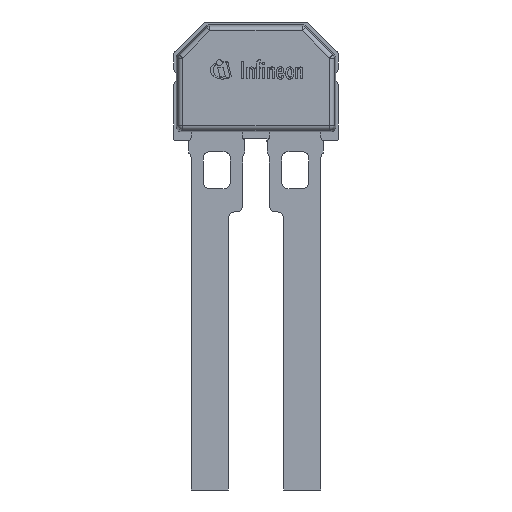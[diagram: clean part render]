
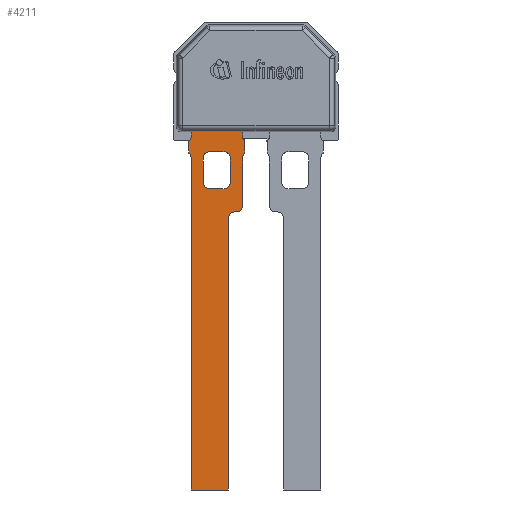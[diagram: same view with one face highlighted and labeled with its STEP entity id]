
A CAD part, left-side view. The second image highlights one B-rep face of the part: STEP entity #4211.
In plain terms, the highlighted planar face has unit normal (-1, 0, 0).
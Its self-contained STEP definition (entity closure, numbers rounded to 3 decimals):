
#23=FACE_BOUND('',#1688,.T.);
#253=PLANE('',#4551);
#621=LINE('',#7215,#1061);
#626=LINE('',#7228,#1066);
#630=LINE('',#7240,#1070);
#634=LINE('',#7252,#1074);
#635=LINE('',#7259,#1075);
#641=LINE('',#7270,#1081);
#645=LINE('',#7284,#1085);
#647=LINE('',#7291,#1087);
#652=LINE('',#7305,#1092);
#656=LINE('',#7317,#1096);
#659=LINE('',#7323,#1099);
#662=LINE('',#7329,#1102);
#666=LINE('',#7341,#1106);
#670=LINE('',#7351,#1110);
#1061=VECTOR('',#5441,1.);
#1066=VECTOR('',#5454,1.);
#1070=VECTOR('',#5466,1.);
#1074=VECTOR('',#5478,1.);
#1075=VECTOR('',#5487,1.);
#1081=VECTOR('',#5495,1.);
#1085=VECTOR('',#5507,1.);
#1087=VECTOR('',#5517,1.);
#1092=VECTOR('',#5530,1.);
#1096=VECTOR('',#5542,1.);
#1099=VECTOR('',#5547,1.);
#1102=VECTOR('',#5552,1.);
#1106=VECTOR('',#5564,1.);
#1110=VECTOR('',#5576,1.);
#1437=FACE_OUTER_BOUND('',#1687,.T.);
#1687=EDGE_LOOP('',(#3791,#3792,#3793,#3794,#3795,#3796,#3797,#3798,#3799,
#3800,#3801,#3802,#3803,#3804,#3805,#3806));
#1688=EDGE_LOOP('',(#3807,#3808,#3809,#3810,#3811,#3812,#3813,#3814));
#1784=CIRCLE('',#4510,0.2);
#1786=CIRCLE('',#4514,0.2);
#1788=CIRCLE('',#4518,0.2);
#1790=CIRCLE('',#4522,0.2);
#1792=CIRCLE('',#4527,0.2);
#1794=CIRCLE('',#4531,0.2);
#1796=CIRCLE('',#4535,0.2);
#1798=CIRCLE('',#4539,0.2);
#1800=CIRCLE('',#4545,0.2);
#1802=CIRCLE('',#4549,0.2);
#2113=VERTEX_POINT('',#7212);
#2114=VERTEX_POINT('',#7214);
#2116=VERTEX_POINT('',#7220);
#2118=VERTEX_POINT('',#7226);
#2120=VERTEX_POINT('',#7232);
#2122=VERTEX_POINT('',#7238);
#2124=VERTEX_POINT('',#7244);
#2126=VERTEX_POINT('',#7250);
#2127=VERTEX_POINT('',#7257);
#2128=VERTEX_POINT('',#7258);
#2132=VERTEX_POINT('',#7268);
#2135=VERTEX_POINT('',#7275);
#2136=VERTEX_POINT('',#7277);
#2138=VERTEX_POINT('',#7283);
#2139=VERTEX_POINT('',#7290);
#2142=VERTEX_POINT('',#7298);
#2144=VERTEX_POINT('',#7304);
#2146=VERTEX_POINT('',#7310);
#2148=VERTEX_POINT('',#7316);
#2150=VERTEX_POINT('',#7322);
#2152=VERTEX_POINT('',#7328);
#2154=VERTEX_POINT('',#7334);
#2156=VERTEX_POINT('',#7340);
#2158=VERTEX_POINT('',#7346);
#2657=EDGE_CURVE('',#2114,#2113,#621,.T.);
#2661=EDGE_CURVE('',#2113,#2116,#1784,.T.);
#2664=EDGE_CURVE('',#2116,#2118,#626,.T.);
#2667=EDGE_CURVE('',#2118,#2120,#1786,.T.);
#2670=EDGE_CURVE('',#2120,#2122,#630,.T.);
#2673=EDGE_CURVE('',#2122,#2124,#1788,.T.);
#2676=EDGE_CURVE('',#2124,#2126,#634,.T.);
#2678=EDGE_CURVE('',#2126,#2114,#1790,.T.);
#2679=EDGE_CURVE('',#2127,#2128,#635,.T.);
#2685=EDGE_CURVE('',#2128,#2132,#641,.T.);
#2688=EDGE_CURVE('',#2136,#2135,#1792,.T.);
#2691=EDGE_CURVE('',#2138,#2136,#645,.T.);
#2694=EDGE_CURVE('',#2132,#2138,#1794,.T.);
#2695=EDGE_CURVE('',#2139,#2127,#647,.T.);
#2699=EDGE_CURVE('',#2142,#2139,#1796,.T.);
#2702=EDGE_CURVE('',#2144,#2142,#652,.T.);
#2705=EDGE_CURVE('',#2146,#2144,#1798,.T.);
#2708=EDGE_CURVE('',#2148,#2146,#656,.T.);
#2711=EDGE_CURVE('',#2150,#2148,#659,.T.);
#2714=EDGE_CURVE('',#2152,#2150,#662,.T.);
#2717=EDGE_CURVE('',#2154,#2152,#1800,.T.);
#2720=EDGE_CURVE('',#2156,#2154,#666,.T.);
#2723=EDGE_CURVE('',#2158,#2156,#1802,.T.);
#2726=EDGE_CURVE('',#2135,#2158,#670,.T.);
#3791=ORIENTED_EDGE('',*,*,#2679,.T.);
#3792=ORIENTED_EDGE('',*,*,#2685,.T.);
#3793=ORIENTED_EDGE('',*,*,#2694,.T.);
#3794=ORIENTED_EDGE('',*,*,#2691,.T.);
#3795=ORIENTED_EDGE('',*,*,#2688,.T.);
#3796=ORIENTED_EDGE('',*,*,#2726,.T.);
#3797=ORIENTED_EDGE('',*,*,#2723,.T.);
#3798=ORIENTED_EDGE('',*,*,#2720,.T.);
#3799=ORIENTED_EDGE('',*,*,#2717,.T.);
#3800=ORIENTED_EDGE('',*,*,#2714,.T.);
#3801=ORIENTED_EDGE('',*,*,#2711,.T.);
#3802=ORIENTED_EDGE('',*,*,#2708,.T.);
#3803=ORIENTED_EDGE('',*,*,#2705,.T.);
#3804=ORIENTED_EDGE('',*,*,#2702,.T.);
#3805=ORIENTED_EDGE('',*,*,#2699,.T.);
#3806=ORIENTED_EDGE('',*,*,#2695,.T.);
#3807=ORIENTED_EDGE('',*,*,#2657,.T.);
#3808=ORIENTED_EDGE('',*,*,#2661,.T.);
#3809=ORIENTED_EDGE('',*,*,#2664,.T.);
#3810=ORIENTED_EDGE('',*,*,#2667,.T.);
#3811=ORIENTED_EDGE('',*,*,#2670,.T.);
#3812=ORIENTED_EDGE('',*,*,#2673,.T.);
#3813=ORIENTED_EDGE('',*,*,#2676,.T.);
#3814=ORIENTED_EDGE('',*,*,#2678,.T.);
#4211=ADVANCED_FACE('',(#1437,#23),#253,.T.);
#4510=AXIS2_PLACEMENT_3D('',#7222,#5448,#5449);
#4514=AXIS2_PLACEMENT_3D('',#7234,#5460,#5461);
#4518=AXIS2_PLACEMENT_3D('',#7246,#5472,#5473);
#4522=AXIS2_PLACEMENT_3D('',#7255,#5483,#5484);
#4527=AXIS2_PLACEMENT_3D('',#7278,#5501,#5502);
#4531=AXIS2_PLACEMENT_3D('',#7288,#5513,#5514);
#4535=AXIS2_PLACEMENT_3D('',#7299,#5524,#5525);
#4539=AXIS2_PLACEMENT_3D('',#7311,#5536,#5537);
#4545=AXIS2_PLACEMENT_3D('',#7335,#5558,#5559);
#4549=AXIS2_PLACEMENT_3D('',#7347,#5570,#5571);
#4551=AXIS2_PLACEMENT_3D('',#7352,#5577,#5578);
#5441=DIRECTION('',(0.,0.,1.));
#5448=DIRECTION('center_axis',(1.,0.,0.));
#5449=DIRECTION('ref_axis',(0.,0.,1.));
#5454=DIRECTION('',(0.,-1.,0.));
#5460=DIRECTION('center_axis',(1.,0.,0.));
#5461=DIRECTION('ref_axis',(0.,-1.,0.));
#5466=DIRECTION('',(0.,0.,-1.));
#5472=DIRECTION('center_axis',(1.,0.,0.));
#5473=DIRECTION('ref_axis',(0.,0.,-1.));
#5478=DIRECTION('',(0.,1.,0.));
#5483=DIRECTION('center_axis',(1.,0.,0.));
#5484=DIRECTION('ref_axis',(0.,1.,0.));
#5487=DIRECTION('',(0.,-1.,0.));
#5495=DIRECTION('',(0.,0.,1.));
#5501=DIRECTION('center_axis',(-1.,0.,0.));
#5502=DIRECTION('ref_axis',(0.,-1.,0.));
#5507=DIRECTION('',(0.,-1.,0.));
#5513=DIRECTION('center_axis',(1.,0.,0.));
#5514=DIRECTION('ref_axis',(0.,0.,
1.));
#5517=DIRECTION('',(0.,0.,-1.));
#5524=DIRECTION('center_axis',(1.,0.,0.));
#5525=DIRECTION('ref_axis',(0.,-1.,0.));
#5530=DIRECTION('',(0.,0.,-1.));
#5536=DIRECTION('center_axis',(1.,0.,0.));
#5537=DIRECTION('ref_axis',(0.,-0.625,-0.781));
#5542=DIRECTION('',(0.,0.,-1.));
#5547=DIRECTION('',(0.,1.,0.));
#5552=DIRECTION('',(0.,0.,1.));
#5558=DIRECTION('center_axis',(1.,0.,0.));
#5559=DIRECTION('ref_axis',(0.,1.,0.));
#5564=DIRECTION('',(0.,0.,1.));
#5570=DIRECTION('center_axis',(1.,0.,0.));
#5571=DIRECTION('ref_axis',(0.,0.625,0.781));
#5576=DIRECTION('',(0.,0.,1.));
#5577=DIRECTION('center_axis',(-1.,0.,0.));
#5578=DIRECTION('ref_axis',(0.,-1.,0.));
#7212=CARTESIAN_POINT('',(-0.1,1.705,1.75));
#7214=CARTESIAN_POINT('',(-0.1,1.705,0.95));
#7215=CARTESIAN_POINT('',(-0.1,1.705,1.55));
#7220=CARTESIAN_POINT('',(-0.1,1.505,1.95));
#7222=CARTESIAN_POINT('Origin',(-0.1,1.505,1.75));
#7226=CARTESIAN_POINT('',(-0.1,1.035,1.95));
#7228=CARTESIAN_POINT('',(-0.1,1.151,1.95));
#7232=CARTESIAN_POINT('',(-0.1,0.835,1.75));
#7234=CARTESIAN_POINT('Origin',(-0.1,1.035,1.75));
#7238=CARTESIAN_POINT('',(-0.1,0.835,0.95));
#7240=CARTESIAN_POINT('',(-0.1,0.835,1.15));
#7244=CARTESIAN_POINT('',(-0.1,1.035,0.75));
#7246=CARTESIAN_POINT('Origin',(-0.1,1.035,0.95));
#7250=CARTESIAN_POINT('',(-0.1,1.505,0.75));
#7252=CARTESIAN_POINT('',(-0.1,1.386,0.75));
#7255=CARTESIAN_POINT('Origin',(-0.1,1.505,0.95));
#7257=CARTESIAN_POINT('',(-0.1,2.1,-9.));
#7258=CARTESIAN_POINT('',(-0.1,0.9,-9.));
#7259=CARTESIAN_POINT('',(-0.1,1.468,-9.));
#7268=CARTESIAN_POINT('',(-0.1,0.9,-0.2));
#7270=CARTESIAN_POINT('',(-0.1,0.9,-0.2));
#7275=CARTESIAN_POINT('',(-0.1,0.435,0.2));
#7277=CARTESIAN_POINT('',(-0.1,0.635,0.));
#7278=CARTESIAN_POINT('Origin',(-0.1,0.635,0.2));
#7283=CARTESIAN_POINT('',(-0.1,0.7,0.));
#7284=CARTESIAN_POINT('',(-0.1,0.635,0.));
#7288=CARTESIAN_POINT('Origin',(-0.1,0.7,-0.2));
#7290=CARTESIAN_POINT('',(-0.1,2.1,1.75));
#7291=CARTESIAN_POINT('',(-0.1,2.1,-9.03));
#7298=CARTESIAN_POINT('',(-0.1,2.175,1.906));
#7299=CARTESIAN_POINT('Origin',(-0.1,2.3,1.75));
#7304=CARTESIAN_POINT('',(-0.1,2.175,2.294));
#7305=CARTESIAN_POINT('',(-0.1,2.175,1.906));
#7310=CARTESIAN_POINT('',(-0.1,2.1,2.45));
#7311=CARTESIAN_POINT('Origin',(-0.1,2.3,2.45));
#7316=CARTESIAN_POINT('',(-0.1,2.1,2.6));
#7317=CARTESIAN_POINT('',(-0.1,2.1,2.45));
#7322=CARTESIAN_POINT('',(-0.1,0.435,2.6));
#7323=CARTESIAN_POINT('',(-0.1,2.1,2.6));
#7328=CARTESIAN_POINT('',(-0.1,0.435,2.45));
#7329=CARTESIAN_POINT('',(-0.1,0.435,2.6));
#7334=CARTESIAN_POINT('',(-0.1,0.36,2.294));
#7335=CARTESIAN_POINT('Origin',(-0.1,0.235,2.45));
#7340=CARTESIAN_POINT('',(-0.1,0.36,1.906));
#7341=CARTESIAN_POINT('',(-0.1,0.36,2.294));
#7346=CARTESIAN_POINT('',(-0.1,0.435,1.75));
#7347=CARTESIAN_POINT('Origin',(-0.1,0.235,1.75));
#7351=CARTESIAN_POINT('',(-0.1,0.435,1.75));
#7352=CARTESIAN_POINT('Origin',(-0.1,1.267,1.35));
